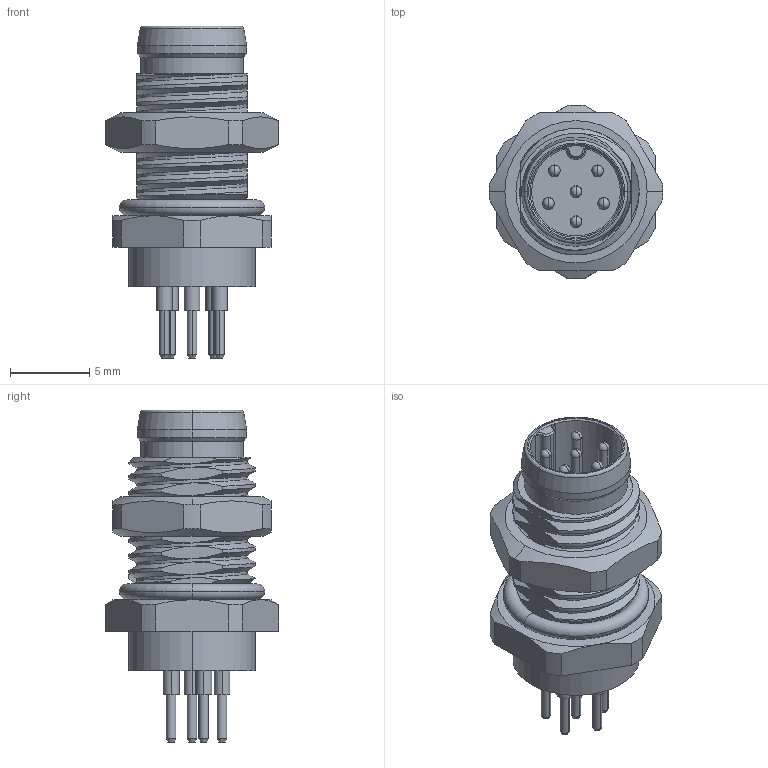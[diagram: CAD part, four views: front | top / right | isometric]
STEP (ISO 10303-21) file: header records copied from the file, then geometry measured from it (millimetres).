
FILE_DESCRIPTION((''),'2;1');
FILE_NAME('PRT000122366','2025-09-23T',('gongcheng16'),(''),'PRO/ENGINEER BY PARAMETRIC TECHNOLOGY CORPORATION, 2010280','PRO/ENGINEER BY PARAMETRIC TECHNOLOGY CORPORATION, 2010280','');
FILE_SCHEMA(('CONFIG_CONTROL_DESIGN'));
Length unit declared in the file: millimetre
Products named in the file (1): PRT000122366
Bounding box: 11 x 10.99 x 21 mm (x, y, z)
Volume: 233.6 mm3; surface area: 2401.7 mm2
Topology: 1 solids, 11 shells, 482 faces, 1088 edges, 665 vertices
Faces by surface type: cylinder 187, plane 135, cone 90, bspline 43, torus 15, sphere 12
Entity records: 21400 total; most frequent: CARTESIAN_POINT 10774, DIRECTION 2222, ORIENTED_EDGE 2152, EDGE_CURVE 1076, AXIS2_PLACEMENT_3D 910, VERTEX_POINT 665, EDGE_LOOP 549, FACE_OUTER_BOUND 482
